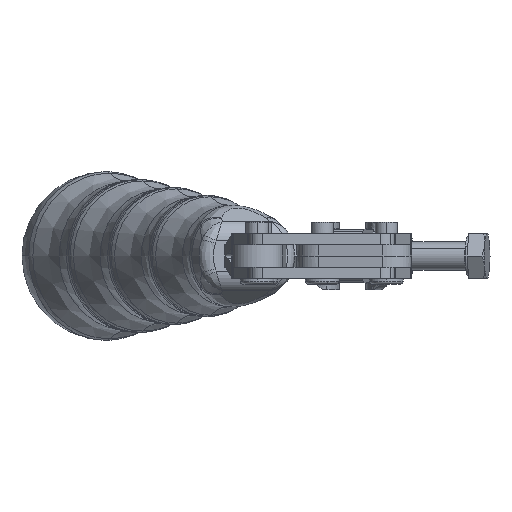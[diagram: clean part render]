
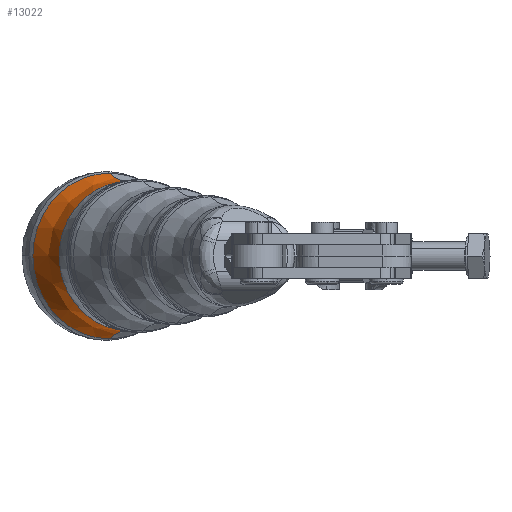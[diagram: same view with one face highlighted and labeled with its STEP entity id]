
A CAD part, front view. The second image highlights one B-rep face of the part: STEP entity #13022.
In plain terms, the highlighted free-form (B-spline) face has degree [2, 2] with [3, 5] control points.
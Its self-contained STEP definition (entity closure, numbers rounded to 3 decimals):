
#12904=CARTESIAN_POINT('',(-73.953,106.496,-9.391));
#12905=VERTEX_POINT('',#12904);
#12913=CARTESIAN_POINT('',(-73.953,106.496,20.123));
#12914=VERTEX_POINT('',#12913);
#12915=CARTESIAN_POINT('',(-73.953,106.496,5.366));
#12916=DIRECTION('',(0.384,-0.923,0.0));
#12917=DIRECTION('',(0.0,0.0,-1.0));
#12918=AXIS2_PLACEMENT_3D('',#12915,#12916,#12917);
#12919=CIRCLE('',#12918,14.757);
#12920=EDGE_CURVE('',#12914,#12905,#12919,.T.);
#12971=CARTESIAN_POINT('',(-70.664,98.594,-7.88));
#12972=CARTESIAN_POINT('',(-72.36,102.668,-7.88));
#12973=CARTESIAN_POINT('',(-73.953,106.496,-9.391));
#12974=CARTESIAN_POINT('',(-82.893,93.504,-7.88));
#12975=CARTESIAN_POINT('',(-84.589,97.577,-7.88));
#12976=CARTESIAN_POINT('',(-87.577,100.825,-9.391));
#12977=CARTESIAN_POINT('',(-82.893,93.504,5.366));
#12978=CARTESIAN_POINT('',(-84.589,97.577,5.366));
#12979=CARTESIAN_POINT('',(-87.577,100.825,5.366));
#12980=CARTESIAN_POINT('',(-82.893,93.504,18.612));
#12981=CARTESIAN_POINT('',(-84.589,97.577,18.612));
#12982=CARTESIAN_POINT('',(-87.577,100.825,20.123));
#12983=CARTESIAN_POINT('',(-70.664,98.594,18.612));
#12984=CARTESIAN_POINT('',(-72.36,102.668,18.612));
#12985=CARTESIAN_POINT('',(-73.953,106.496,20.123));
#12993=(BOUNDED_SURFACE()B_SPLINE_SURFACE(2,2,((#12971,#12974,#12977,#12980,#12983),(#12972,#12975,#12978,#12981,#12984),(#12973,#12976,#12979,#12982,#12985)),.UNSPECIFIED.,.F.,.F.,.U.)B_SPLINE_SURFACE_WITH_KNOTS((3,3),(3,2,3),(0.5,0.558),(0.0,0.25,0.5),.UNSPECIFIED.)GEOMETRIC_REPRESENTATION_ITEM()RATIONAL_B_SPLINE_SURFACE(((1.0,0.707,1.0,0.707,1.0),(0.932,0.659,0.932,0.659,0.932),(0.895,0.633,0.895,0.633,0.895)))REPRESENTATION_ITEM('')SURFACE());
#12994=CARTESIAN_POINT('',(-70.664,98.594,18.612));
#12995=VERTEX_POINT('',#12994);
#12996=CARTESIAN_POINT('',(-70.664,98.594,-7.88));
#12997=VERTEX_POINT('',#12996);
#12998=CARTESIAN_POINT('',(-70.664,98.594,5.366));
#12999=DIRECTION('',(0.384,-0.923,0.0));
#13000=DIRECTION('',(0.0,0.0,-1.0));
#13001=AXIS2_PLACEMENT_3D('',#12998,#12999,#13000);
#13002=CIRCLE('',#13001,13.246);
#13003=EDGE_CURVE('',#12995,#12997,#13002,.T.);
#13004=ORIENTED_EDGE('',*,*,#13003,.F.);
#13005=CARTESIAN_POINT('',(-70.664,98.594,43.612));
#13006=DIRECTION('',(0.923,0.384,0.0));
#13007=DIRECTION('',(0.0,0.0,-1.0));
#13008=AXIS2_PLACEMENT_3D('',#13005,#13006,#13007);
#13009=CIRCLE('',#13008,25.);
#13010=EDGE_CURVE('',#12995,#12914,#13009,.T.);
#13011=ORIENTED_EDGE('',*,*,#13010,.T.);
#13012=ORIENTED_EDGE('',*,*,#12920,.T.);
#13013=CARTESIAN_POINT('',(-70.664,98.594,-32.88));
#13014=DIRECTION('',(-0.923,-0.384,0.0));
#13015=DIRECTION('',(0.0,0.0,1.0));
#13016=AXIS2_PLACEMENT_3D('',#13013,#13014,#13015);
#13017=CIRCLE('',#13016,25.);
#13018=EDGE_CURVE('',#12997,#12905,#13017,.T.);
#13019=ORIENTED_EDGE('',*,*,#13018,.F.);
#13020=EDGE_LOOP('',(#13004,#13011,#13012,#13019));
#13021=FACE_OUTER_BOUND('',#13020,.T.);
#13022=ADVANCED_FACE('',(#13021),#12993,.F.);
